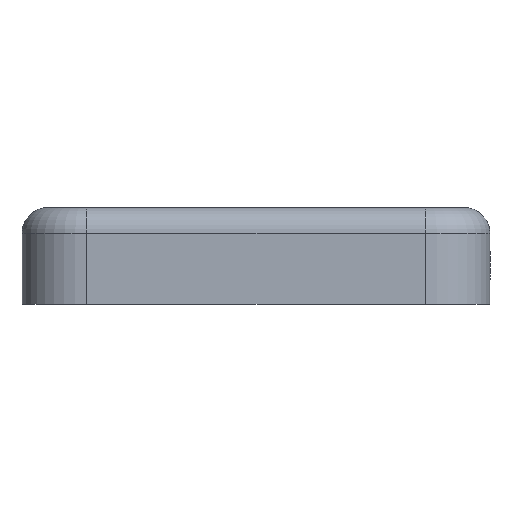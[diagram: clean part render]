
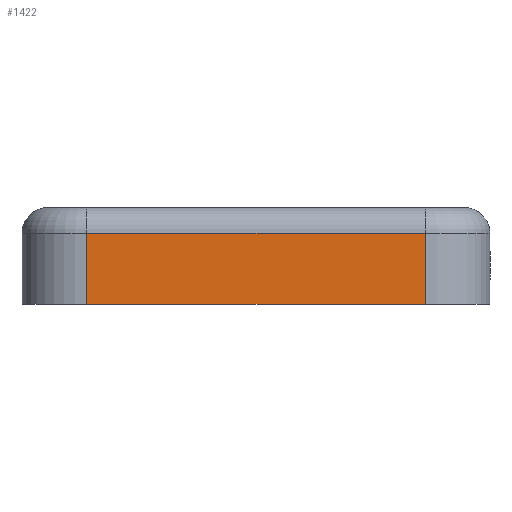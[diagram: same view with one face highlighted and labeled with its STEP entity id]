
A CAD part, left-side view. The second image highlights one B-rep face of the part: STEP entity #1422.
In plain terms, the highlighted face is planar.
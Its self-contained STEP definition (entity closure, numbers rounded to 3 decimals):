
#50=PLANE('',#1592);
#97=LINE('',#2245,#213);
#157=LINE('',#2442,#273);
#158=LINE('',#2445,#274);
#159=LINE('',#2446,#275);
#213=VECTOR('',#1765,1000.);
#273=VECTOR('',#1983,1000.);
#274=VECTOR('',#1984,1000.);
#275=VECTOR('',#1985,1000.);
#537=ORIENTED_EDGE('',*,*,#877,.T.);
#538=ORIENTED_EDGE('',*,*,#878,.F.);
#539=ORIENTED_EDGE('',*,*,#773,.F.);
#540=ORIENTED_EDGE('',*,*,#879,.T.);
#773=EDGE_CURVE('',#973,#974,#97,.T.);
#877=EDGE_CURVE('',#1031,#1032,#157,.T.);
#878=EDGE_CURVE('',#974,#1032,#158,.T.);
#879=EDGE_CURVE('',#973,#1031,#159,.T.);
#973=VERTEX_POINT('',#2246);
#974=VERTEX_POINT('',#2247);
#1031=VERTEX_POINT('',#2443);
#1032=VERTEX_POINT('',#2444);
#1190=EDGE_LOOP('',(#537,#538,#539,#540));
#1286=FACE_BOUND('',#1190,.T.);
#1422=ADVANCED_FACE('',(#1286),#50,.T.);
#1592=AXIS2_PLACEMENT_3D('',#2441,#1981,#1982);
#1765=DIRECTION('',(-1.,0.,0.));
#1981=DIRECTION('',(0.,0.,-1.));
#1982=DIRECTION('',(-1.,0.,0.));
#1983=DIRECTION('',(-1.,0.,0.));
#1984=DIRECTION('',(0.,-1.,0.));
#1985=DIRECTION('',(0.,-1.,0.));
#2245=CARTESIAN_POINT('',(5.25,-0.8,-11.65));
#2246=CARTESIAN_POINT('',(5.25,-0.8,-11.65));
#2247=CARTESIAN_POINT('',(-5.25,-0.8,-11.65));
#2441=CARTESIAN_POINT('',(5.25,0.,-11.65));
#2442=CARTESIAN_POINT('',(5.25,-3.,-11.65));
#2443=CARTESIAN_POINT('',(5.25,-3.,-11.65));
#2444=CARTESIAN_POINT('',(-5.25,-3.,-11.65));
#2445=CARTESIAN_POINT('',(-5.25,0.,-11.65));
#2446=CARTESIAN_POINT('',(5.25,0.,-11.65));
